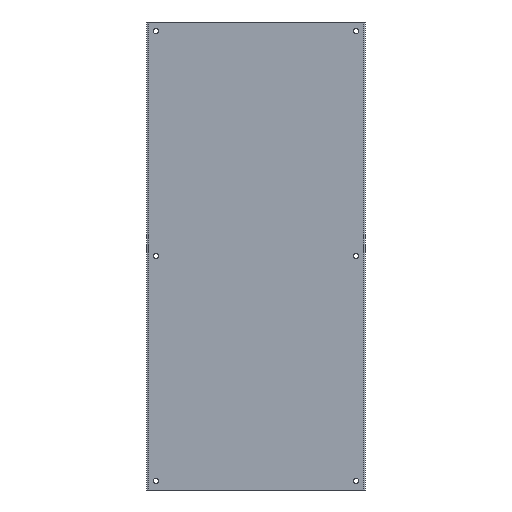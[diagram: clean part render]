
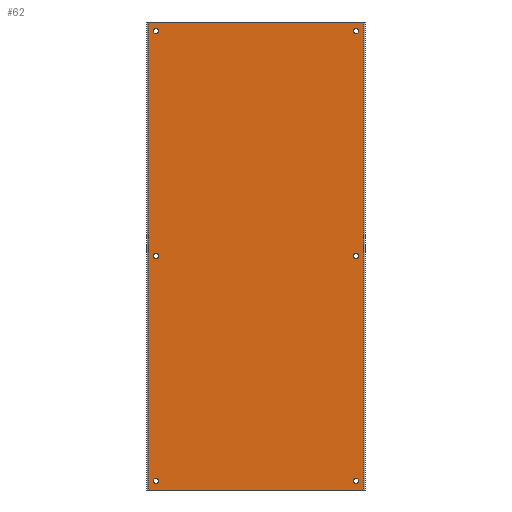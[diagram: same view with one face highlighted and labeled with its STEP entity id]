
A CAD part, front view. The second image highlights one B-rep face of the part: STEP entity #62.
In plain terms, the highlighted planar face has unit normal (0, -1, 0).
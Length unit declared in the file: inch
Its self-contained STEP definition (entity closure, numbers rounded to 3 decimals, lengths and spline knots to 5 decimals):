
#8 = CARTESIAN_POINT ( 'NONE',  ( 9.625, 0., -0.25 ) ) ;
#9 = EDGE_CURVE ( 'NONE', #99, #779, #865, .T. ) ;
#12 = LINE ( 'NONE', #249, #924 ) ;
#15 = ORIENTED_EDGE ( 'NONE', *, *, #664, .T. ) ;
#22 = CARTESIAN_POINT ( 'NONE',  ( -9.625, 0., 21.375 ) ) ;
#23 = LINE ( 'NONE', #789, #891 ) ;
#28 = ORIENTED_EDGE ( 'NONE', *, *, #155, .T. ) ;
#35 = DIRECTION ( 'NONE',  ( 0., 1., 0. ) ) ;
#36 = FACE_BOUND ( 'NONE', #697, .T. ) ;
#56 = DIRECTION ( 'NONE',  ( 0., 0., 1. ) ) ;
#60 = VERTEX_POINT ( 'NONE', #323 ) ;
#61 = EDGE_LOOP ( 'NONE', ( #852, #764, #546, #91 ) ) ;
#62 = ADVANCED_FACE ( 'NONE', ( #413, #275, #428, #769, #244, #36, #136 ), #534, .T. ) ;
#72 = VERTEX_POINT ( 'NONE', #762 ) ;
#82 = EDGE_CURVE ( 'NONE', #501, #334, #448, .T. ) ;
#87 = AXIS2_PLACEMENT_3D ( 'NONE', #316, #167, #454 ) ;
#90 = CARTESIAN_POINT ( 'NONE',  ( -9.625, 0., -21.875 ) ) ;
#91 = ORIENTED_EDGE ( 'NONE', *, *, #862, .T. ) ;
#99 = VERTEX_POINT ( 'NONE', #398 ) ;
#106 = DIRECTION ( 'NONE',  ( 0., 1., 0. ) ) ;
#117 = AXIS2_PLACEMENT_3D ( 'NONE', #736, #370, #439 ) ;
#130 = AXIS2_PLACEMENT_3D ( 'NONE', #677, #106, #257 ) ;
#136 = FACE_BOUND ( 'NONE', #918, .T. ) ;
#137 = ORIENTED_EDGE ( 'NONE', *, *, #733, .T. ) ;
#146 = CARTESIAN_POINT ( 'NONE',  ( 9.625, 0., -21.375 ) ) ;
#155 = EDGE_CURVE ( 'NONE', #334, #501, #555, .T. ) ;
#160 = DIRECTION ( 'NONE',  ( 0., 0., 1. ) ) ;
#165 = EDGE_CURVE ( 'NONE', #72, #808, #589, .T. ) ;
#167 = DIRECTION ( 'NONE',  ( 0., 1., 0. ) ) ;
#175 = EDGE_LOOP ( 'NONE', ( #354, #15 ) ) ;
#215 = CARTESIAN_POINT ( 'NONE',  ( -10.375, 0., -22.5 ) ) ;
#225 = ORIENTED_EDGE ( 'NONE', *, *, #9, .T. ) ;
#244 = FACE_BOUND ( 'NONE', #175, .T. ) ;
#248 = CARTESIAN_POINT ( 'NONE',  ( -9.625, 0., 21.875 ) ) ;
#249 = CARTESIAN_POINT ( 'NONE',  ( -10.375, 0., -22.5 ) ) ;
#257 = DIRECTION ( 'NONE',  ( 0., 0., 1. ) ) ;
#262 = CIRCLE ( 'NONE', #87, 0.25 ) ;
#275 = FACE_BOUND ( 'NONE', #827, .T. ) ;
#282 = AXIS2_PLACEMENT_3D ( 'NONE', #429, #285, #299 ) ;
#285 = DIRECTION ( 'NONE',  ( 0., 1., 0. ) ) ;
#295 = CARTESIAN_POINT ( 'NONE',  ( 9.625, 0., 0. ) ) ;
#299 = DIRECTION ( 'NONE',  ( 0., 0., 1. ) ) ;
#316 = CARTESIAN_POINT ( 'NONE',  ( 9.625, 0., 21.625 ) ) ;
#323 = CARTESIAN_POINT ( 'NONE',  ( 10.375, 0., 22.5 ) ) ;
#334 = VERTEX_POINT ( 'NONE', #146 ) ;
#339 = DIRECTION ( 'NONE',  ( 0., 0., 1. ) ) ;
#342 = DIRECTION ( 'NONE',  ( 0., 0., 1. ) ) ;
#344 = EDGE_CURVE ( 'NONE', #633, #496, #23, .T. ) ;
#354 = ORIENTED_EDGE ( 'NONE', *, *, #842, .T. ) ;
#370 = DIRECTION ( 'NONE',  ( 0., 1., 0. ) ) ;
#388 = AXIS2_PLACEMENT_3D ( 'NONE', #907, #394, #833 ) ;
#394 = DIRECTION ( 'NONE',  ( 0., -1., 0. ) ) ;
#395 = CARTESIAN_POINT ( 'NONE',  ( 10.375, 0., -22.5 ) ) ;
#398 = CARTESIAN_POINT ( 'NONE',  ( -9.625, 0., 0.25 ) ) ;
#403 = DIRECTION ( 'NONE',  ( 0., 1., 0. ) ) ;
#407 = DIRECTION ( 'NONE',  ( 0., 0., 1. ) ) ;
#409 = AXIS2_PLACEMENT_3D ( 'NONE', #522, #656, #160 ) ;
#411 = ORIENTED_EDGE ( 'NONE', *, *, #165, .T. ) ;
#412 = DIRECTION ( 'NONE',  ( 0., 1., 0. ) ) ;
#413 = FACE_OUTER_BOUND ( 'NONE', #61, .T. ) ;
#420 = ORIENTED_EDGE ( 'NONE', *, *, #487, .T. ) ;
#427 = CARTESIAN_POINT ( 'NONE',  ( 9.625, 0., 0.25 ) ) ;
#428 = FACE_BOUND ( 'NONE', #873, .T. ) ;
#429 = CARTESIAN_POINT ( 'NONE',  ( 9.625, 0., 21.625 ) ) ;
#438 = AXIS2_PLACEMENT_3D ( 'NONE', #553, #403, #339 ) ;
#439 = DIRECTION ( 'NONE',  ( 0., 0., 1. ) ) ;
#443 = CARTESIAN_POINT ( 'NONE',  ( -9.625, 0., 21.625 ) ) ;
#448 = CIRCLE ( 'NONE', #777, 0.25 ) ;
#452 = VERTEX_POINT ( 'NONE', #667 ) ;
#454 = DIRECTION ( 'NONE',  ( 0., 0., 1. ) ) ;
#455 = AXIS2_PLACEMENT_3D ( 'NONE', #698, #412, #342 ) ;
#458 = CARTESIAN_POINT ( 'NONE',  ( -9.625, 0., 21.625 ) ) ;
#467 = CIRCLE ( 'NONE', #282, 0.25 ) ;
#471 = CARTESIAN_POINT ( 'NONE',  ( 9.625, 0., -21.625 ) ) ;
#485 = ORIENTED_EDGE ( 'NONE', *, *, #523, .T. ) ;
#487 = EDGE_CURVE ( 'NONE', #452, #631, #467, .T. ) ;
#496 = VERTEX_POINT ( 'NONE', #812 ) ;
#501 = VERTEX_POINT ( 'NONE', #955 ) ;
#511 = VERTEX_POINT ( 'NONE', #427 ) ;
#513 = CARTESIAN_POINT ( 'NONE',  ( -9.625, 0., -0.25 ) ) ;
#518 = EDGE_LOOP ( 'NONE', ( #411, #673 ) ) ;
#522 = CARTESIAN_POINT ( 'NONE',  ( -9.625, 0., -21.625 ) ) ;
#523 = EDGE_CURVE ( 'NONE', #657, #511, #726, .T. ) ;
#531 = DIRECTION ( 'NONE',  ( 0., 0., -1. ) ) ;
#534 = PLANE ( 'NONE',  #388 ) ;
#540 = VECTOR ( 'NONE', #407, 39.37008 ) ;
#546 = ORIENTED_EDGE ( 'NONE', *, *, #892, .T. ) ;
#547 = AXIS2_PLACEMENT_3D ( 'NONE', #458, #819, #600 ) ;
#549 = DIRECTION ( 'NONE',  ( 0., 0., 1. ) ) ;
#553 = CARTESIAN_POINT ( 'NONE',  ( 9.625, 0., -21.625 ) ) ;
#554 = CIRCLE ( 'NONE', #117, 0.25 ) ;
#555 = CIRCLE ( 'NONE', #438, 0.25 ) ;
#568 = DIRECTION ( 'NONE',  ( 0., 1., 0. ) ) ;
#586 = AXIS2_PLACEMENT_3D ( 'NONE', #295, #568, #937 ) ;
#589 = CIRCLE ( 'NONE', #455, 0.25 ) ;
#591 = ORIENTED_EDGE ( 'NONE', *, *, #797, .T. ) ;
#598 = CARTESIAN_POINT ( 'NONE',  ( -10.375, 0., 22.5 ) ) ;
#600 = DIRECTION ( 'NONE',  ( 0., 0., 1. ) ) ;
#614 = CIRCLE ( 'NONE', #670, 0.25 ) ;
#631 = VERTEX_POINT ( 'NONE', #640 ) ;
#633 = VERTEX_POINT ( 'NONE', #215 ) ;
#634 = EDGE_CURVE ( 'NONE', #779, #99, #614, .T. ) ;
#640 = CARTESIAN_POINT ( 'NONE',  ( 9.625, 0., 21.875 ) ) ;
#656 = DIRECTION ( 'NONE',  ( 0., 1., 0. ) ) ;
#657 = VERTEX_POINT ( 'NONE', #8 ) ;
#661 = DIRECTION ( 'NONE',  ( 0., 1., 0. ) ) ;
#664 = EDGE_CURVE ( 'NONE', #882, #888, #822, .T. ) ;
#667 = CARTESIAN_POINT ( 'NONE',  ( 9.625, 0., 21.375 ) ) ;
#670 = AXIS2_PLACEMENT_3D ( 'NONE', #868, #864, #56 ) ;
#673 = ORIENTED_EDGE ( 'NONE', *, *, #700, .T. ) ;
#677 = CARTESIAN_POINT ( 'NONE',  ( -9.625, 0., 0. ) ) ;
#696 = DIRECTION ( 'NONE',  ( -1., 0., 0. ) ) ;
#697 = EDGE_LOOP ( 'NONE', ( #225, #740 ) ) ;
#698 = CARTESIAN_POINT ( 'NONE',  ( -9.625, 0., -21.625 ) ) ;
#700 = EDGE_CURVE ( 'NONE', #808, #72, #900, .T. ) ;
#726 = CIRCLE ( 'NONE', #586, 0.25 ) ;
#733 = EDGE_CURVE ( 'NONE', #511, #657, #554, .T. ) ;
#736 = CARTESIAN_POINT ( 'NONE',  ( 9.625, 0., 0. ) ) ;
#740 = ORIENTED_EDGE ( 'NONE', *, *, #634, .T. ) ;
#762 = CARTESIAN_POINT ( 'NONE',  ( -9.625, 0., -21.375 ) ) ;
#764 = ORIENTED_EDGE ( 'NONE', *, *, #919, .T. ) ;
#765 = VECTOR ( 'NONE', #696, 39.37008 ) ;
#769 = FACE_BOUND ( 'NONE', #518, .T. ) ;
#777 = AXIS2_PLACEMENT_3D ( 'NONE', #471, #35, #549 ) ;
#779 = VERTEX_POINT ( 'NONE', #513 ) ;
#789 = CARTESIAN_POINT ( 'NONE',  ( -10.5, 0., -22.5 ) ) ;
#793 = VERTEX_POINT ( 'NONE', #598 ) ;
#797 = EDGE_CURVE ( 'NONE', #631, #452, #262, .T. ) ;
#808 = VERTEX_POINT ( 'NONE', #90 ) ;
#812 = CARTESIAN_POINT ( 'NONE',  ( 10.375, 0., -22.5 ) ) ;
#813 = CARTESIAN_POINT ( 'NONE',  ( -10.5, 0., 22.5 ) ) ;
#815 = AXIS2_PLACEMENT_3D ( 'NONE', #443, #661, #956 ) ;
#816 = ORIENTED_EDGE ( 'NONE', *, *, #82, .T. ) ;
#819 = DIRECTION ( 'NONE',  ( 0., 1., 0. ) ) ;
#822 = CIRCLE ( 'NONE', #815, 0.25 ) ;
#827 = EDGE_LOOP ( 'NONE', ( #591, #420 ) ) ;
#833 = DIRECTION ( 'NONE',  ( 0., 0., -1. ) ) ;
#842 = EDGE_CURVE ( 'NONE', #888, #882, #860, .T. ) ;
#852 = ORIENTED_EDGE ( 'NONE', *, *, #344, .T. ) ;
#860 = CIRCLE ( 'NONE', #547, 0.25 ) ;
#862 = EDGE_CURVE ( 'NONE', #793, #633, #12, .T. ) ;
#864 = DIRECTION ( 'NONE',  ( 0., 1., 0. ) ) ;
#865 = CIRCLE ( 'NONE', #130, 0.25 ) ;
#868 = CARTESIAN_POINT ( 'NONE',  ( -9.625, 0., 0. ) ) ;
#873 = EDGE_LOOP ( 'NONE', ( #28, #816 ) ) ;
#882 = VERTEX_POINT ( 'NONE', #22 ) ;
#888 = VERTEX_POINT ( 'NONE', #248 ) ;
#891 = VECTOR ( 'NONE', #941, 39.37008 ) ;
#892 = EDGE_CURVE ( 'NONE', #60, #793, #944, .T. ) ;
#900 = CIRCLE ( 'NONE', #409, 0.25 ) ;
#907 = CARTESIAN_POINT ( 'NONE',  ( -10.5, 0., -22.5 ) ) ;
#918 = EDGE_LOOP ( 'NONE', ( #137, #485 ) ) ;
#919 = EDGE_CURVE ( 'NONE', #496, #60, #934, .T. ) ;
#924 = VECTOR ( 'NONE', #531, 39.37008 ) ;
#934 = LINE ( 'NONE', #395, #540 ) ;
#937 = DIRECTION ( 'NONE',  ( 0., 0., 1. ) ) ;
#941 = DIRECTION ( 'NONE',  ( 1., 0., 0. ) ) ;
#944 = LINE ( 'NONE', #813, #765 ) ;
#955 = CARTESIAN_POINT ( 'NONE',  ( 9.625, 0., -21.875 ) ) ;
#956 = DIRECTION ( 'NONE',  ( 0., 0., 1. ) ) ;
